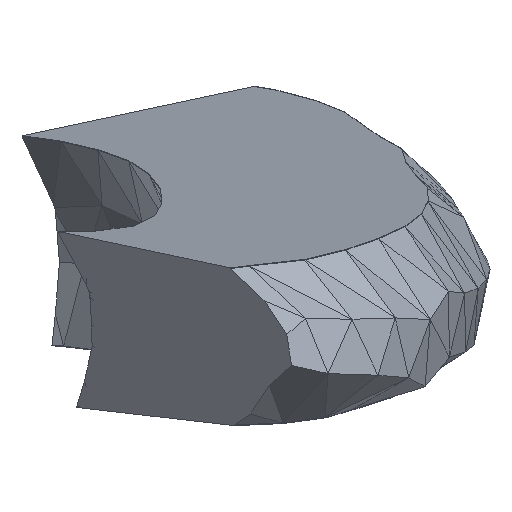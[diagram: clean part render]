
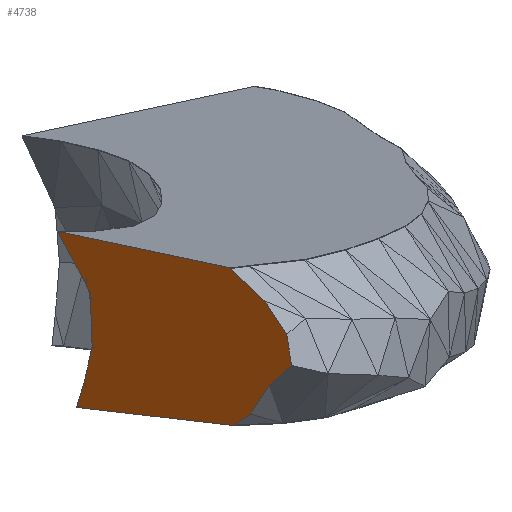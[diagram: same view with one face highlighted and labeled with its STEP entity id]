
A CAD part, front view. The second image highlights one B-rep face of the part: STEP entity #4738.
In plain terms, the highlighted planar face has unit normal (-0.703, -0.705, -0.094).
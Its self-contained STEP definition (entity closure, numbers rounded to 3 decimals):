
#316=FACE_OUTER_BOUND('',#630,.T.);
#630=EDGE_LOOP('',(#3986,#3987,#3988,#3989,#3990,#3991,#3992,#3993,#3994,
#3995,#3996,#3997,#3998,#3999,#4000,#4001,#4002,#4003,#4004));
#739=LINE('',#6533,#1371);
#781=LINE('',#6621,#1413);
#783=LINE('',#6625,#1415);
#851=LINE('',#6761,#1483);
#936=LINE('',#6931,#1568);
#939=LINE('',#6937,#1571);
#942=LINE('',#6943,#1574);
#969=LINE('',#6997,#1601);
#1014=LINE('',#7088,#1646);
#1237=LINE('',#7532,#1869);
#1238=LINE('',#7535,#1870);
#1240=LINE('',#7539,#1872);
#1242=LINE('',#7543,#1874);
#1244=LINE('',#7547,#1876);
#1246=LINE('',#7551,#1878);
#1248=LINE('',#7555,#1880);
#1250=LINE('',#7559,#1882);
#1252=LINE('',#7562,#1884);
#1253=LINE('',#7564,#1885);
#1371=VECTOR('',#5251,10.);
#1413=VECTOR('',#5363,10.);
#1415=VECTOR('',#5367,10.);
#1483=VECTOR('',#5501,10.);
#1568=VECTOR('',#5670,10.);
#1571=VECTOR('',#5675,10.);
#1574=VECTOR('',#5680,10.);
#1601=VECTOR('',#5733,10.);
#1646=VECTOR('',#5822,10.);
#1869=VECTOR('',#6261,10.);
#1870=VECTOR('',#6264,10.);
#1872=VECTOR('',#6268,10.);
#1874=VECTOR('',#6272,10.);
#1876=VECTOR('',#6276,10.);
#1878=VECTOR('',#6280,10.);
#1880=VECTOR('',#6284,10.);
#1882=VECTOR('',#6288,10.);
#1884=VECTOR('',#6292,10.);
#1885=VECTOR('',#6295,10.);
#1963=VERTEX_POINT('',#6531);
#1964=VERTEX_POINT('',#6532);
#1975=VERTEX_POINT('',#6620);
#1976=VERTEX_POINT('',#6624);
#2011=VERTEX_POINT('',#6760);
#2054=VERTEX_POINT('',#6930);
#2056=VERTEX_POINT('',#6936);
#2058=VERTEX_POINT('',#6942);
#2072=VERTEX_POINT('',#6996);
#2095=VERTEX_POINT('',#7086);
#2096=VERTEX_POINT('',#7087);
#2209=VERTEX_POINT('',#7530);
#2210=VERTEX_POINT('',#7534);
#2211=VERTEX_POINT('',#7538);
#2212=VERTEX_POINT('',#7542);
#2213=VERTEX_POINT('',#7546);
#2214=VERTEX_POINT('',#7550);
#2215=VERTEX_POINT('',#7554);
#2216=VERTEX_POINT('',#7558);
#2323=EDGE_CURVE('',#1963,#1964,#739,.T.);
#2365=EDGE_CURVE('',#1975,#1963,#781,.T.);
#2367=EDGE_CURVE('',#1976,#1975,#783,.T.);
#2435=EDGE_CURVE('',#2011,#1976,#851,.T.);
#2520=EDGE_CURVE('',#1964,#2054,#936,.T.);
#2523=EDGE_CURVE('',#2054,#2056,#939,.T.);
#2526=EDGE_CURVE('',#2056,#2058,#942,.T.);
#2553=EDGE_CURVE('',#2058,#2072,#969,.T.);
#2598=EDGE_CURVE('',#2095,#2096,#1014,.T.);
#2821=EDGE_CURVE('',#2209,#2011,#1237,.T.);
#2822=EDGE_CURVE('',#2210,#2209,#1238,.T.);
#2824=EDGE_CURVE('',#2211,#2210,#1240,.T.);
#2826=EDGE_CURVE('',#2212,#2211,#1242,.T.);
#2828=EDGE_CURVE('',#2213,#2212,#1244,.T.);
#2830=EDGE_CURVE('',#2214,#2213,#1246,.T.);
#2832=EDGE_CURVE('',#2215,#2214,#1248,.T.);
#2834=EDGE_CURVE('',#2216,#2215,#1250,.T.);
#2836=EDGE_CURVE('',#2096,#2216,#1252,.T.);
#2837=EDGE_CURVE('',#2072,#2095,#1253,.T.);
#3986=ORIENTED_EDGE('',*,*,#2435,.F.);
#3987=ORIENTED_EDGE('',*,*,#2821,.F.);
#3988=ORIENTED_EDGE('',*,*,#2822,.F.);
#3989=ORIENTED_EDGE('',*,*,#2824,.F.);
#3990=ORIENTED_EDGE('',*,*,#2826,.F.);
#3991=ORIENTED_EDGE('',*,*,#2828,.F.);
#3992=ORIENTED_EDGE('',*,*,#2830,.F.);
#3993=ORIENTED_EDGE('',*,*,#2832,.F.);
#3994=ORIENTED_EDGE('',*,*,#2834,.F.);
#3995=ORIENTED_EDGE('',*,*,#2836,.F.);
#3996=ORIENTED_EDGE('',*,*,#2598,.F.);
#3997=ORIENTED_EDGE('',*,*,#2837,.F.);
#3998=ORIENTED_EDGE('',*,*,#2553,.F.);
#3999=ORIENTED_EDGE('',*,*,#2526,.F.);
#4000=ORIENTED_EDGE('',*,*,#2523,.F.);
#4001=ORIENTED_EDGE('',*,*,#2520,.F.);
#4002=ORIENTED_EDGE('',*,*,#2323,.F.);
#4003=ORIENTED_EDGE('',*,*,#2365,.F.);
#4004=ORIENTED_EDGE('',*,*,#2367,.F.);
#4424=PLANE('',#5066);
#4738=ADVANCED_FACE('',(#316),#4424,.F.);
#5066=AXIS2_PLACEMENT_3D('',#7563,#6293,#6294);
#5251=DIRECTION('',(0.151,-0.019,-0.988));
#5363=DIRECTION('',(0.502,-0.399,-0.768));
#5367=DIRECTION('',(0.614,-0.536,-0.579));
#5501=DIRECTION('',(-0.052,0.182,-0.982));
#5670=DIRECTION('',(-0.572,0.639,-0.514));
#5675=DIRECTION('',(-0.459,0.55,-0.698));
#5680=DIRECTION('',(-0.615,0.669,-0.416));
#5733=DIRECTION('',(0.007,0.125,-0.992));
#5822=DIRECTION('',(-0.007,-0.125,0.992));
#6261=DIRECTION('',(0.71,-0.688,-0.15));
#6264=DIRECTION('',(0.08,-0.209,0.975));
#6268=DIRECTION('',(-0.447,0.336,0.829));
#6272=DIRECTION('',(-0.367,0.247,0.897));
#6276=DIRECTION('',(-0.158,0.026,0.987));
#6280=DIRECTION('',(-0.029,-0.104,0.994));
#6284=DIRECTION('',(-0.041,-0.092,0.995));
#6288=DIRECTION('',(0.207,-0.329,0.921));
#6292=DIRECTION('',(0.263,-0.381,0.886));
#6293=DIRECTION('center_axis',(0.703,0.705,0.094));
#6294=DIRECTION('ref_axis',(0.132,0.,-0.991));
#6295=DIRECTION('',(-0.711,0.698,0.082));
#6531=CARTESIAN_POINT('',(15.545,75.763,1037.186));
#6532=CARTESIAN_POINT('',(15.694,75.744,1036.214));
#6533=CARTESIAN_POINT('',(15.187,75.808,1039.533));
#6620=CARTESIAN_POINT('',(14.86,76.307,1038.235));
#6621=CARTESIAN_POINT('',(11.446,79.018,1043.456));
#6624=CARTESIAN_POINT('',(13.768,77.259,1039.264));
#6625=CARTESIAN_POINT('',(8.543,81.817,1044.193));
#6760=CARTESIAN_POINT('',(13.769,77.255,1039.284));
#6761=CARTESIAN_POINT('',(13.691,77.531,1037.801));
#6930=CARTESIAN_POINT('',(14.996,76.524,1035.586));
#6931=CARTESIAN_POINT('',(10.514,81.53,1031.556));
#6936=CARTESIAN_POINT('',(14.403,77.235,1034.685));
#6937=CARTESIAN_POINT('',(12.32,79.733,1031.519));
#6942=CARTESIAN_POINT('',(13.891,77.792,1034.339));
#6943=CARTESIAN_POINT('',(9.097,83.006,1031.095));
#6996=CARTESIAN_POINT('',(13.891,77.794,1034.319));
#6997=CARTESIAN_POINT('',(13.877,77.557,1036.207));
#7086=CARTESIAN_POINT('',(8.937,82.66,1034.893));
#7087=CARTESIAN_POINT('',(8.936,82.658,1034.913));
#7088=CARTESIAN_POINT('',(8.923,82.423,1036.782));
#7530=CARTESIAN_POINT('',(8.35,82.51,1040.428));
#7532=CARTESIAN_POINT('',(0.502,90.119,1042.084));
#7534=CARTESIAN_POINT('',(8.348,82.514,1040.408));
#7535=CARTESIAN_POINT('',(8.219,82.851,1038.842));
#7538=CARTESIAN_POINT('',(9.23,81.851,1038.772));
#7539=CARTESIAN_POINT('',(6.936,83.574,1043.025));
#7542=CARTESIAN_POINT('',(9.342,81.776,1038.499));
#7543=CARTESIAN_POINT('',(7.963,82.704,1041.868));
#7546=CARTESIAN_POINT('',(9.369,81.772,1038.332));
#7547=CARTESIAN_POINT('',(9.07,81.821,1040.202));
#7550=CARTESIAN_POINT('',(9.395,81.867,1037.423));
#7551=CARTESIAN_POINT('',(9.377,81.804,1038.029));
#7554=CARTESIAN_POINT('',(9.42,81.923,1036.807));
#7555=CARTESIAN_POINT('',(9.365,81.799,1038.154));
#7558=CARTESIAN_POINT('',(9.175,82.314,1035.715));
#7559=CARTESIAN_POINT('',(9.153,82.347,1035.62));
#7562=CARTESIAN_POINT('',(8.985,82.588,1035.076));
#7563=CARTESIAN_POINT('Origin',(-0.917,91.839,1039.79));
#7564=CARTESIAN_POINT('',(-2.514,93.907,1036.221));
